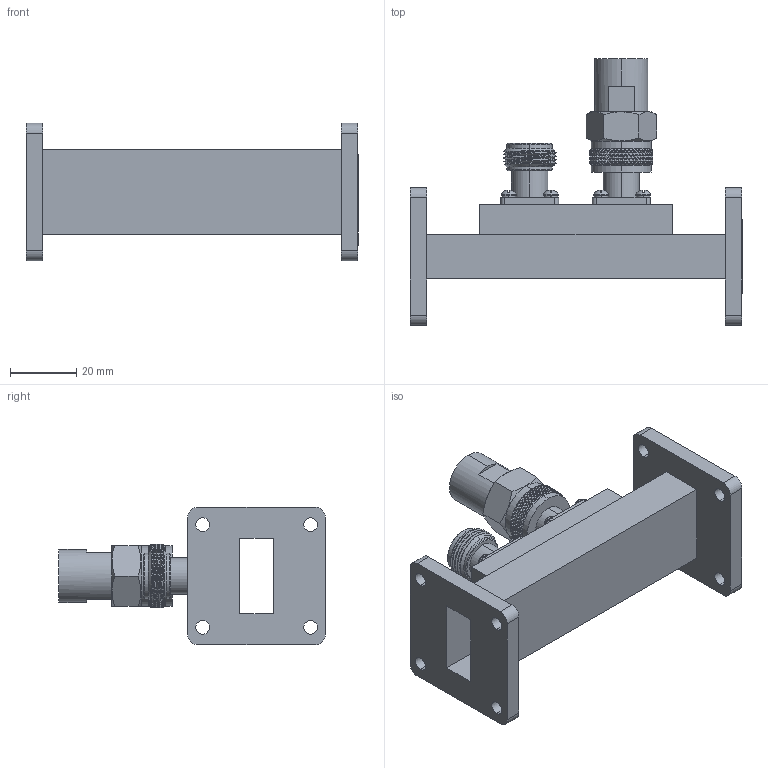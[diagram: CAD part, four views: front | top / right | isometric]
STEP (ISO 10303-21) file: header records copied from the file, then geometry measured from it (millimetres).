
FILE_DESCRIPTION (( 'STEP AP214' ), '1' );
FILE_NAME ('FMWCP1100N-30_3D.step', '2024-05-23T18:02:37', ( '' ), ( '' ), 'SwSTEP 2.0', 'SolidWorks 2022', '' );
FILE_SCHEMA (( 'AUTOMOTIVE_DESIGN' ));
Length unit declared in the file: inch
Products named in the file (7): FMWCP1100N-30_3D; M2.5x6mm^FMWCP1100N-30; Coaxial Terminal^FMWCP1100N-30; FMWCP1100N-30_body^FMWCP1100N-30; Washer^FMWCP1100N-30; M2x8mm GOST 17473-80^FMWCP1100N-30; N female^FMWCP1100N-30
Assembly tree (26 placements, depth 2):
  FMWCP1100N-30_3D
    FMWCP1100N-30_body^FMWCP1100N-30
    N female^FMWCP1100N-30
    M2.5x6mm^FMWCP1100N-30  x7
    Coaxial Terminal^FMWCP1100N-30
    Washer^FMWCP1100N-30  x8
    M2x8mm GOST 17473-80^FMWCP1100N-30  x8
Bounding box: 100 x 80.28 x 41.4 mm (x, y, z)
Volume: 45899 mm3; surface area: 29802.1 mm2
Topology: 26 solids, 26 shells, 2066 faces, 4538 edges, 2566 vertices
Faces by surface type: bspline 1203, cylinder 475, plane 301, cone 71, torus 16
Entity records: 63258 total; most frequent: CARTESIAN_POINT 37005, ORIENTED_EDGE 7572, EDGE_CURVE 3786, DIRECTION 2169, VERTEX_POINT 2096, EDGE_LOOP 1794, ADVANCED_FACE 1731, FACE_OUTER_BOUND 1731
